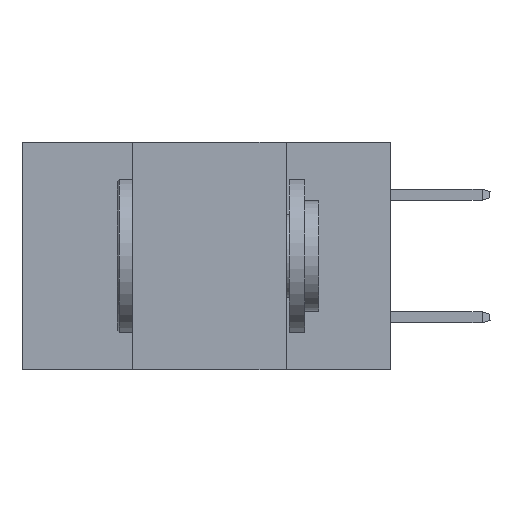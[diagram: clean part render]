
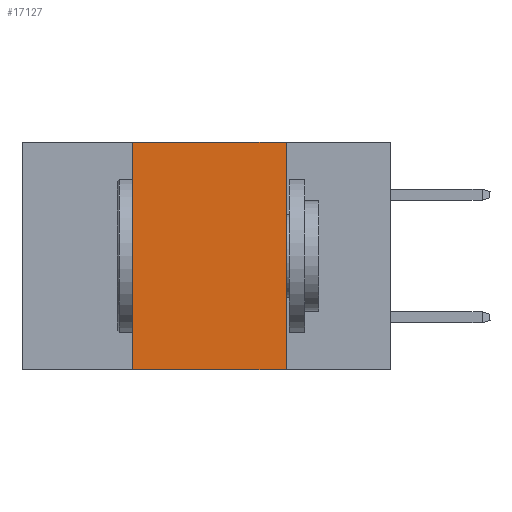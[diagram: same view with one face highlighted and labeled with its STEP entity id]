
A CAD part, left-side view. The second image highlights one B-rep face of the part: STEP entity #17127.
In plain terms, the highlighted planar face has unit normal (-1, 0, 0).
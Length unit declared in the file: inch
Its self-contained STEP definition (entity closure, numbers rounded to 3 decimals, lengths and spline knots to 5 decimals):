
#702 = LINE ( 'NONE', #18030, #17140 ) ;
#761 = LINE ( 'NONE', #29252, #24093 ) ;
#2880 = CARTESIAN_POINT ( 'NONE',  ( 0., 0.17, 0. ) ) ;
#4986 = CARTESIAN_POINT ( 'NONE',  ( 0., 0.6, 0. ) ) ;
#6920 = CARTESIAN_POINT ( 'NONE',  ( 0., 0.17, 0. ) ) ;
#7448 = FACE_OUTER_BOUND ( 'NONE', #24426, .T. ) ;
#7460 = ORIENTED_EDGE ( 'NONE', *, *, #19985, .F. ) ;
#9964 = ORIENTED_EDGE ( 'NONE', *, *, #12272, .T. ) ;
#10410 = CARTESIAN_POINT ( 'NONE',  ( 0., 0.42, 0. ) ) ;
#10572 = DIRECTION ( 'NONE',  ( 0., 0., 1. ) ) ;
#12272 = EDGE_CURVE ( 'NONE', #15255, #25651, #19257, .T. ) ;
#12305 = DIRECTION ( 'NONE',  ( 0., -1., 0. ) ) ;
#13134 = DIRECTION ( 'NONE',  ( 1., 0., 0. ) ) ;
#14016 = VERTEX_POINT ( 'NONE', #10410 ) ;
#15255 = VERTEX_POINT ( 'NONE', #19954 ) ;
#16462 = VECTOR ( 'NONE', #27949, 39.37008 ) ;
#17127 = ADVANCED_FACE ( 'NONE', ( #7448 ), #31592, .F. ) ;
#17140 = VECTOR ( 'NONE', #10572, 39.37008 ) ;
#17497 = CARTESIAN_POINT ( 'NONE',  ( 0., 0.6, -0.37 ) ) ;
#18030 = CARTESIAN_POINT ( 'NONE',  ( 0., 0.42, 0. ) ) ;
#19257 = LINE ( 'NONE', #17497, #23322 ) ;
#19954 = CARTESIAN_POINT ( 'NONE',  ( 0., 0.42, -0.37 ) ) ;
#19985 = EDGE_CURVE ( 'NONE', #15255, #14016, #702, .T. ) ;
#21591 = ORIENTED_EDGE ( 'NONE', *, *, #25587, .F. ) ;
#21636 = ORIENTED_EDGE ( 'NONE', *, *, #29650, .F. ) ;
#23322 = VECTOR ( 'NONE', #12305, 39.37008 ) ;
#24093 = VECTOR ( 'NONE', #24226, 39.37008 ) ;
#24139 = VERTEX_POINT ( 'NONE', #2880 ) ;
#24226 = DIRECTION ( 'NONE',  ( 0., -1., 0. ) ) ;
#24426 = EDGE_LOOP ( 'NONE', ( #21636, #21591, #7460, #9964 ) ) ;
#25587 = EDGE_CURVE ( 'NONE', #14016, #24139, #761, .T. ) ;
#25651 = VERTEX_POINT ( 'NONE', #25992 ) ;
#25992 = CARTESIAN_POINT ( 'NONE',  ( 0., 0.17, -0.37 ) ) ;
#26475 = AXIS2_PLACEMENT_3D ( 'NONE', #4986, #13134, #31372 ) ;
#27949 = DIRECTION ( 'NONE',  ( 0., 0., -1. ) ) ;
#29252 = CARTESIAN_POINT ( 'NONE',  ( 0., 0.6, 0. ) ) ;
#29650 = EDGE_CURVE ( 'NONE', #24139, #25651, #29908, .T. ) ;
#29908 = LINE ( 'NONE', #6920, #16462 ) ;
#31372 = DIRECTION ( 'NONE',  ( 0., 0., -1. ) ) ;
#31592 = PLANE ( 'NONE',  #26475 ) ;
